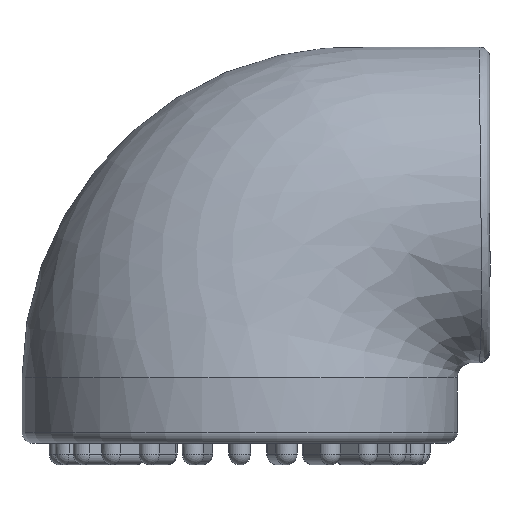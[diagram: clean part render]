
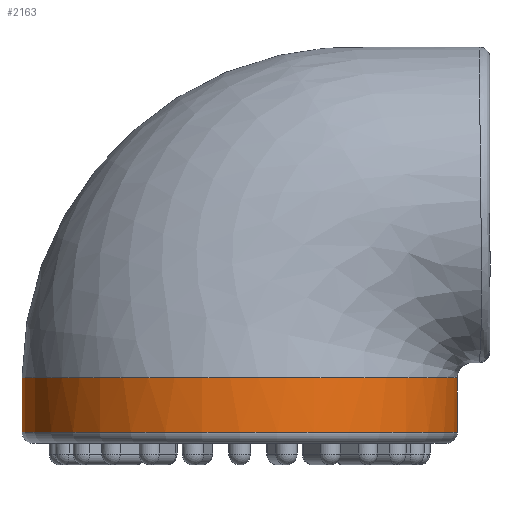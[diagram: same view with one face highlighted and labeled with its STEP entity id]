
A CAD part, front view. The second image highlights one B-rep face of the part: STEP entity #2163.
In plain terms, the highlighted cylindrical face has radius 10 mm (diameter 20 mm), a partial arc.
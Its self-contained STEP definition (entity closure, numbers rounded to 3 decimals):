
#62 = EDGE_LOOP ( 'NONE', ( #7058, #6072, #8503, #4798 ) ) ;
#67 = DIRECTION ( 'NONE',  ( 0., 0., -1. ) ) ;
#165 = VECTOR ( 'NONE', #1599, 1000. ) ;
#290 = DIRECTION ( 'NONE',  ( 0., 0., -1. ) ) ;
#330 = FACE_OUTER_BOUND ( 'NONE', #62, .T. ) ;
#345 = B_SPLINE_CURVE_WITH_KNOTS ( 'NONE', 3,
 ( #2732, #4707, #7337, #6507, #7200, #6548, #4620, #4066, #3247, #6682, #1348 ),
 .UNSPECIFIED., .F., .F.,
 ( 4, 1, 1, 1, 1, 1, 1, 1, 4 ),
 ( 0., 0.063, 0.125, 0.188, 0.25, 0.313, 0.375, 0.438, 0.5 ),
 .UNSPECIFIED. ) ;
#1146 = CARTESIAN_POINT ( 'NONE',  ( 10., 0., -1. ) ) ;
#1343 = CARTESIAN_POINT ( 'NONE',  ( -10., 0., 1.5 ) ) ;
#1348 = CARTESIAN_POINT ( 'NONE',  ( 10., 0., 1.5 ) ) ;
#1599 = DIRECTION ( 'NONE',  ( 0., 0., -1. ) ) ;
#1670 = DIRECTION ( 'NONE',  ( -1., 0., 0. ) ) ;
#2163 = ADVANCED_FACE ( 'NONE', ( #330 ), #7564, .T. ) ;
#2243 = VERTEX_POINT ( 'NONE', #1146 ) ;
#2276 = CARTESIAN_POINT ( 'NONE',  ( 0., 0., 1.5 ) ) ;
#2422 = CARTESIAN_POINT ( 'NONE',  ( -10., 0., -1. ) ) ;
#2732 = CARTESIAN_POINT ( 'NONE',  ( -10., 0., 1.5 ) ) ;
#2856 = CARTESIAN_POINT ( 'NONE',  ( 10., 0., 1.5 ) ) ;
#3247 = CARTESIAN_POINT ( 'NONE',  ( 9.48, -3.927, 1.5 ) ) ;
#3506 = VECTOR ( 'NONE', #67, 1000. ) ;
#3569 = VERTEX_POINT ( 'NONE', #2422 ) ;
#3639 = DIRECTION ( 'NONE',  ( 1., 0., 0. ) ) ;
#3723 = EDGE_CURVE ( 'NONE', #6435, #5193, #345, .T. ) ;
#4066 = CARTESIAN_POINT ( 'NONE',  ( 7.255, -7.255, 1.5 ) ) ;
#4542 = AXIS2_PLACEMENT_3D ( 'NONE', #5737, #6429, #3639 ) ;
#4620 = CARTESIAN_POINT ( 'NONE',  ( 3.927, -9.48, 1.5 ) ) ;
#4633 = CARTESIAN_POINT ( 'NONE',  ( 10., 0., 1.5 ) ) ;
#4707 = CARTESIAN_POINT ( 'NONE',  ( -10., -1.309, 1.5 ) ) ;
#4798 = ORIENTED_EDGE ( 'NONE', *, *, #8510, .T. ) ;
#5193 = VERTEX_POINT ( 'NONE', #2856 ) ;
#5490 = AXIS2_PLACEMENT_3D ( 'NONE', #2276, #290, #1670 ) ;
#5737 = CARTESIAN_POINT ( 'NONE',  ( 0., 0., -1. ) ) ;
#6049 = CIRCLE ( 'NONE', #4542, 10. ) ;
#6072 = ORIENTED_EDGE ( 'NONE', *, *, #3723, .F. ) ;
#6429 = DIRECTION ( 'NONE',  ( 0., 0., 1. ) ) ;
#6435 = VERTEX_POINT ( 'NONE', #1343 ) ;
#6507 = CARTESIAN_POINT ( 'NONE',  ( -7.255, -7.255, 1.5 ) ) ;
#6548 = CARTESIAN_POINT ( 'NONE',  ( 0., -10.261, 1.5 ) ) ;
#6583 = EDGE_CURVE ( 'NONE', #6435, #3569, #7580, .T. ) ;
#6655 = LINE ( 'NONE', #4633, #3506 ) ;
#6682 = CARTESIAN_POINT ( 'NONE',  ( 10., -1.309, 1.5 ) ) ;
#6886 = CARTESIAN_POINT ( 'NONE',  ( -10., 0., 1.5 ) ) ;
#7058 = ORIENTED_EDGE ( 'NONE', *, *, #7335, .F. ) ;
#7200 = CARTESIAN_POINT ( 'NONE',  ( -3.927, -9.48, 1.5 ) ) ;
#7335 = EDGE_CURVE ( 'NONE', #5193, #2243, #6655, .T. ) ;
#7337 = CARTESIAN_POINT ( 'NONE',  ( -9.48, -3.927, 1.5 ) ) ;
#7564 = CYLINDRICAL_SURFACE ( 'NONE', #5490, 10. ) ;
#7580 = LINE ( 'NONE', #6886, #165 ) ;
#8503 = ORIENTED_EDGE ( 'NONE', *, *, #6583, .T. ) ;
#8510 = EDGE_CURVE ( 'NONE', #3569, #2243, #6049, .T. ) ;
